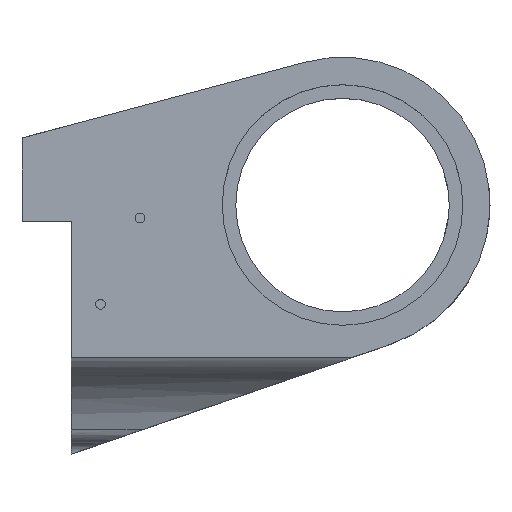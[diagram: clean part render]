
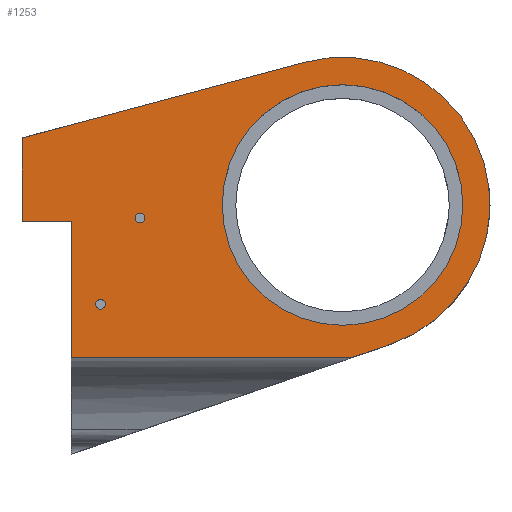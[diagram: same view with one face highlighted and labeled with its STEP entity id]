
A CAD part, top view. The second image highlights one B-rep face of the part: STEP entity #1253.
In plain terms, the highlighted planar face has unit normal (0, 0, 1).
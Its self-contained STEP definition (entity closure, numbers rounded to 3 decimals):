
#3 = CIRCLE ( 'NONE', #1045, 1.25 ) ;
#8 = EDGE_CURVE ( 'NONE', #491, #523, #1356, .T. ) ;
#9 = VERTEX_POINT ( 'NONE', #1643 ) ;
#34 = CARTESIAN_POINT ( 'NONE',  ( -79.261, 193.265, 0. ) ) ;
#36 = ORIENTED_EDGE ( 'NONE', *, *, #1701, .F. ) ;
#44 = DIRECTION ( 'NONE',  ( 1., 0., 0. ) ) ;
#67 = CARTESIAN_POINT ( 'NONE',  ( -210.62, 127.324, 0. ) ) ;
#93 = LINE ( 'NONE', #662, #844 ) ;
#127 = ORIENTED_EDGE ( 'NONE', *, *, #871, .F. ) ;
#137 = FACE_BOUND ( 'NONE', #359, .T. ) ;
#141 = EDGE_CURVE ( 'NONE', #788, #539, #1715, .T. ) ;
#170 = DIRECTION ( 'NONE',  ( 0., 0., 1. ) ) ;
#216 = CARTESIAN_POINT ( 'NONE',  ( -197.92, 105.907, 0. ) ) ;
#217 = EDGE_CURVE ( 'NONE', #1326, #1700, #737, .T. ) ;
#226 = EDGE_CURVE ( 'NONE', #1644, #9, #338, .T. ) ;
#238 = DIRECTION ( 'NONE',  ( 0., 1., 0. ) ) ;
#240 = EDGE_CURVE ( 'NONE', #1440, #324, #1751, .T. ) ;
#253 = DIRECTION ( 'NONE',  ( -1., 0., 0. ) ) ;
#296 = CARTESIAN_POINT ( 'NONE',  ( -180.21, 106.73, 0. ) ) ;
#304 = PLANE ( 'NONE',  #1285 ) ;
#310 = CARTESIAN_POINT ( 'NONE',  ( -128.044, 110.052, 0. ) ) ;
#321 = CARTESIAN_POINT ( 'NONE',  ( -128.044, 110.052, 0. ) ) ;
#324 = VERTEX_POINT ( 'NONE', #1799 ) ;
#328 = LINE ( 'NONE', #1436, #1694 ) ;
#331 = DIRECTION ( 'NONE',  ( -1., 0., 0. ) ) ;
#338 = CIRCLE ( 'NONE', #1637, 31.001 ) ;
#359 = EDGE_LOOP ( 'NONE', ( #36, #953 ) ) ;
#410 = CIRCLE ( 'NONE', #1553, 31.001 ) ;
#430 = DIRECTION ( 'NONE',  ( -1., 0., 0. ) ) ;
#446 = FACE_BOUND ( 'NONE', #1577, .T. ) ;
#459 = VERTEX_POINT ( 'NONE', #1568 ) ;
#469 = DIRECTION ( 'NONE',  ( 0., 1., 0. ) ) ;
#491 = VERTEX_POINT ( 'NONE', #629 ) ;
#500 = DIRECTION ( 'NONE',  ( 0., 0., 1. ) ) ;
#508 = CARTESIAN_POINT ( 'NONE',  ( -178.96, 106.73, 0. ) ) ;
#523 = VERTEX_POINT ( 'NONE', #67 ) ;
#539 = VERTEX_POINT ( 'NONE', #897 ) ;
#540 = EDGE_CURVE ( 'NONE', #1700, #998, #1782, .T. ) ;
#629 = CARTESIAN_POINT ( 'NONE',  ( -210.62, 105.907, 0. ) ) ;
#631 = CARTESIAN_POINT ( 'NONE',  ( -197.92, 45.907, 0. ) ) ;
#662 = CARTESIAN_POINT ( 'NONE',  ( -197.92, 105.907, 0. ) ) ;
#711 = LINE ( 'NONE', #631, #1576 ) ;
#712 = CARTESIAN_POINT ( 'NONE',  ( -97.044, 110.052, 0. ) ) ;
#732 = DIRECTION ( 'NONE',  ( 0., 0., 1. ) ) ;
#736 = DIRECTION ( 'NONE',  ( 0., 0., 1. ) ) ;
#737 = LINE ( 'NONE', #1583, #746 ) ;
#746 = VECTOR ( 'NONE', #899, 1000. ) ;
#788 = VERTEX_POINT ( 'NONE', #1394 ) ;
#825 = ORIENTED_EDGE ( 'NONE', *, *, #8, .F. ) ;
#834 = VECTOR ( 'NONE', #238, 1000. ) ;
#844 = VECTOR ( 'NONE', #253, 1000. ) ;
#864 = FACE_BOUND ( 'NONE', #1528, .T. ) ;
#871 = EDGE_CURVE ( 'NONE', #459, #1387, #711, .T. ) ;
#872 = CARTESIAN_POINT ( 'NONE',  ( -190.41, 84.48, 0. ) ) ;
#896 = CARTESIAN_POINT ( 'NONE',  ( -125.67, 70.744, 0. ) ) ;
#897 = CARTESIAN_POINT ( 'NONE',  ( -189.16, 84.48, 0. ) ) ;
#899 = DIRECTION ( 'NONE',  ( 0.946, 0.325, 0. ) ) ;
#934 = AXIS2_PLACEMENT_3D ( 'NONE', #872, #736, #1029 ) ;
#953 = ORIENTED_EDGE ( 'NONE', *, *, #226, .F. ) ;
#998 = VERTEX_POINT ( 'NONE', #1464 ) ;
#1003 = FACE_OUTER_BOUND ( 'NONE', #1676, .T. ) ;
#1009 = CARTESIAN_POINT ( 'NONE',  ( -210.62, 127.324, 0. ) ) ;
#1020 = DIRECTION ( 'NONE',  ( 0., 0., 1. ) ) ;
#1029 = DIRECTION ( 'NONE',  ( -1., 0., 0. ) ) ;
#1036 = EDGE_CURVE ( 'NONE', #1387, #491, #93, .T. ) ;
#1045 = AXIS2_PLACEMENT_3D ( 'NONE', #296, #170, #1558 ) ;
#1049 = ORIENTED_EDGE ( 'NONE', *, *, #141, .F. ) ;
#1079 = CARTESIAN_POINT ( 'NONE',  ( -210.62, 105.907, 0. ) ) ;
#1094 = ORIENTED_EDGE ( 'NONE', *, *, #1322, .F. ) ;
#1123 = CARTESIAN_POINT ( 'NONE',  ( -190.41, 84.48, 0. ) ) ;
#1127 = ORIENTED_EDGE ( 'NONE', *, *, #1743, .T. ) ;
#1145 = DIRECTION ( 'NONE',  ( 0., 0., -1. ) ) ;
#1158 = VECTOR ( 'NONE', #1448, 1000. ) ;
#1164 = CARTESIAN_POINT ( 'NONE',  ( -180.21, 106.73, 0. ) ) ;
#1188 = ORIENTED_EDGE ( 'NONE', *, *, #540, .T. ) ;
#1189 = AXIS2_PLACEMENT_3D ( 'NONE', #1209, #500, #331 ) ;
#1198 = DIRECTION ( 'NONE',  ( 0., 0., 1. ) ) ;
#1209 = CARTESIAN_POINT ( 'NONE',  ( -128.05, 110.108, 0. ) ) ;
#1228 = ORIENTED_EDGE ( 'NONE', *, *, #240, .F. ) ;
#1253 = ADVANCED_FACE ( 'NONE', ( #446, #864, #1003, #137 ), #304, .F. ) ;
#1285 = AXIS2_PLACEMENT_3D ( 'NONE', #34, #1145, #1704 ) ;
#1286 = AXIS2_PLACEMENT_3D ( 'NONE', #1123, #1682, #430 ) ;
#1321 = LINE ( 'NONE', #1009, #1158 ) ;
#1322 = EDGE_CURVE ( 'NONE', #523, #998, #1321, .T. ) ;
#1326 = VERTEX_POINT ( 'NONE', #896 ) ;
#1332 = EDGE_CURVE ( 'NONE', #539, #788, #1491, .T. ) ;
#1334 = ORIENTED_EDGE ( 'NONE', *, *, #1533, .F. ) ;
#1356 = LINE ( 'NONE', #1079, #834 ) ;
#1387 = VERTEX_POINT ( 'NONE', #216 ) ;
#1394 = CARTESIAN_POINT ( 'NONE',  ( -191.66, 84.48, 0. ) ) ;
#1421 = ORIENTED_EDGE ( 'NONE', *, *, #1332, .F. ) ;
#1436 = CARTESIAN_POINT ( 'NONE',  ( -128.05, 70.744, 0. ) ) ;
#1440 = VERTEX_POINT ( 'NONE', #508 ) ;
#1443 = DIRECTION ( 'NONE',  ( -1., 0., 0. ) ) ;
#1448 = DIRECTION ( 'NONE',  ( 0.966, 0.259, 0. ) ) ;
#1463 = DIRECTION ( 'NONE',  ( -1., 0., 0. ) ) ;
#1464 = CARTESIAN_POINT ( 'NONE',  ( -137.885, 146.813, 0. ) ) ;
#1491 = CIRCLE ( 'NONE', #934, 1.25 ) ;
#1510 = ORIENTED_EDGE ( 'NONE', *, *, #1036, .F. ) ;
#1528 = EDGE_LOOP ( 'NONE', ( #1334, #1228 ) ) ;
#1533 = EDGE_CURVE ( 'NONE', #324, #1440, #3, .T. ) ;
#1553 = AXIS2_PLACEMENT_3D ( 'NONE', #310, #1020, #1586 ) ;
#1558 = DIRECTION ( 'NONE',  ( -1., 0., 0. ) ) ;
#1568 = CARTESIAN_POINT ( 'NONE',  ( -197.92, 70.744, 0. ) ) ;
#1576 = VECTOR ( 'NONE', #469, 1000. ) ;
#1577 = EDGE_LOOP ( 'NONE', ( #1049, #1421 ) ) ;
#1583 = CARTESIAN_POINT ( 'NONE',  ( -46.498, 97.961, 0. ) ) ;
#1586 = DIRECTION ( 'NONE',  ( -1., 0., 0. ) ) ;
#1637 = AXIS2_PLACEMENT_3D ( 'NONE', #321, #1198, #1463 ) ;
#1643 = CARTESIAN_POINT ( 'NONE',  ( -159.045, 110.052, 0. ) ) ;
#1644 = VERTEX_POINT ( 'NONE', #712 ) ;
#1676 = EDGE_LOOP ( 'NONE', ( #1188, #1094, #825, #1510, #127, #1127, #1772 ) ) ;
#1682 = DIRECTION ( 'NONE',  ( 0., 0., 1. ) ) ;
#1694 = VECTOR ( 'NONE', #44, 1000. ) ;
#1700 = VERTEX_POINT ( 'NONE', #1709 ) ;
#1701 = EDGE_CURVE ( 'NONE', #9, #1644, #410, .T. ) ;
#1704 = DIRECTION ( 'NONE',  ( -1., 0., 0. ) ) ;
#1709 = CARTESIAN_POINT ( 'NONE',  ( -115.697, 74.172, 0. ) ) ;
#1715 = CIRCLE ( 'NONE', #1286, 1.25 ) ;
#1743 = EDGE_CURVE ( 'NONE', #459, #1326, #328, .T. ) ;
#1751 = CIRCLE ( 'NONE', #1785, 1.25 ) ;
#1772 = ORIENTED_EDGE ( 'NONE', *, *, #217, .T. ) ;
#1782 = CIRCLE ( 'NONE', #1189, 38. ) ;
#1785 = AXIS2_PLACEMENT_3D ( 'NONE', #1164, #732, #1443 ) ;
#1799 = CARTESIAN_POINT ( 'NONE',  ( -181.46, 106.73, 0. ) ) ;
